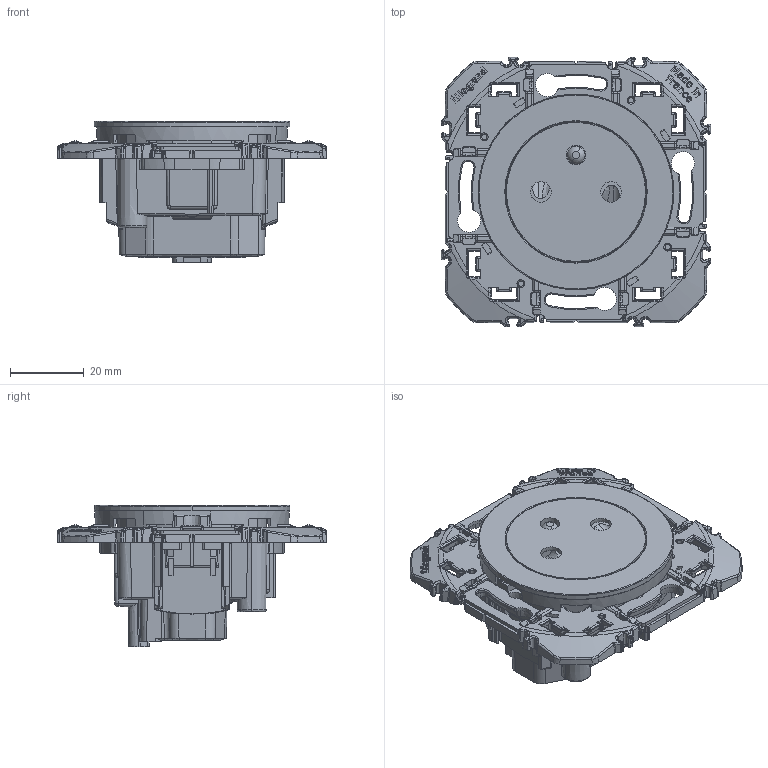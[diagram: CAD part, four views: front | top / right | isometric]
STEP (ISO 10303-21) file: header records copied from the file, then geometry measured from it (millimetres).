
FILE_DESCRIPTION(('CATIA V5 STEP Exchange','CAx-IF Rec.Pracs.--- Model Styling and Organization---1.5--- 2016-08-15','CAx-IF Rec.Pracs.---Supplemental Geometry---1.0---2011-11-01','CAx-IF Rec.Pracs.--- Composite Materials ---1.1---2010-07-15'),'2;1');
FILE_NAME('2P+T SURFACE.stp','2022-04-27T07:36:36+00:00',('none'),('none'),'CATIA Version 5-6 Release 2020 SP3','CATIA V5 STEP AP214 v2','none');
FILE_SCHEMA(('AUTOMOTIVE_DESIGN { 1 0 10303 214 1 1 1 1 }'));
Products named in the file (1): AB02040AllCATPart
Bounding box: 73 x 73 x 38.25 mm (x, y, z)
Volume: 23528.4 mm3; surface area: 41991 mm2
Topology: 9 solids, 9 shells, 6191 faces, 17439 edges, 11190 vertices
Faces by surface type: plane 3475, cylinder 1021, bspline 740, cone 440, sphere 209, torus 188, extrusion 118
Entity records: 247430 total; most frequent: CARTESIAN_POINT 110854, ORIENTED_EDGE 34528, DIRECTION 17886, EDGE_CURVE 17264, VERTEX_POINT 11190, B_SPLINE_CURVE_WITH_KNOTS 8442, VECTOR 7363, LINE 7245
